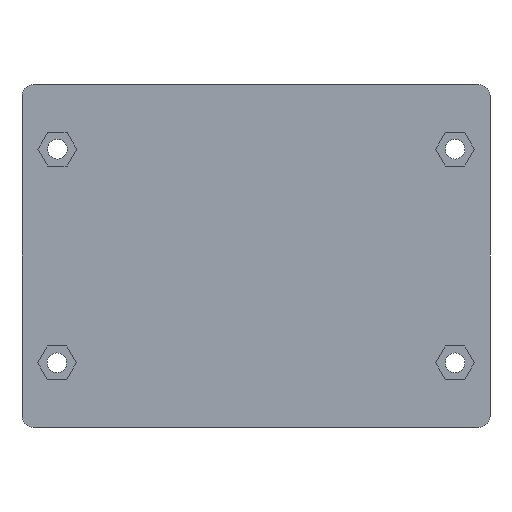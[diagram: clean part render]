
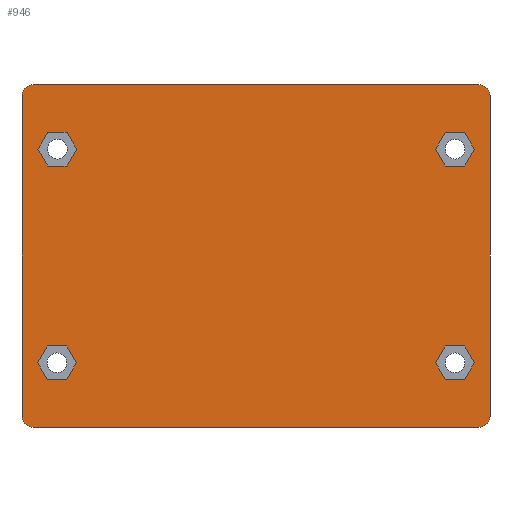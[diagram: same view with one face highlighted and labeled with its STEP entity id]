
A CAD part, front view. The second image highlights one B-rep face of the part: STEP entity #946.
In plain terms, the highlighted planar face has unit normal (0, -1, 0).
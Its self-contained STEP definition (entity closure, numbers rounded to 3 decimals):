
#31=FACE_BOUND('',#148,.T.);
#32=FACE_BOUND('',#149,.T.);
#33=FACE_BOUND('',#150,.T.);
#34=FACE_BOUND('',#151,.T.);
#44=CIRCLE('',#1016,2.);
#45=CIRCLE('',#1017,2.);
#46=CIRCLE('',#1018,2.);
#47=CIRCLE('',#1019,2.);
#92=FACE_OUTER_BOUND('',#147,.T.);
#147=EDGE_LOOP('',(#739,#740,#741,#742,#743,#744,#745,#746));
#148=EDGE_LOOP('',(#747,#748,#749,#750,#751,#752));
#149=EDGE_LOOP('',(#753,#754,#755,#756,#757,#758));
#150=EDGE_LOOP('',(#759,#760,#761,#762,#763,#764));
#151=EDGE_LOOP('',(#765,#766,#767,#768,#769,#770));
#179=LINE('',#1322,#287);
#183=LINE('',#1330,#291);
#186=LINE('',#1336,#294);
#189=LINE('',#1342,#297);
#192=LINE('',#1348,#300);
#195=LINE('',#1353,#303);
#197=LINE('',#1361,#305);
#201=LINE('',#1369,#309);
#204=LINE('',#1375,#312);
#207=LINE('',#1381,#315);
#210=LINE('',#1387,#318);
#213=LINE('',#1392,#321);
#215=LINE('',#1400,#323);
#219=LINE('',#1408,#327);
#222=LINE('',#1414,#330);
#225=LINE('',#1420,#333);
#228=LINE('',#1426,#336);
#231=LINE('',#1431,#339);
#233=LINE('',#1439,#341);
#237=LINE('',#1447,#345);
#240=LINE('',#1453,#348);
#243=LINE('',#1459,#351);
#246=LINE('',#1465,#354);
#249=LINE('',#1470,#357);
#251=LINE('',#1480,#359);
#252=LINE('',#1484,#360);
#253=LINE('',#1488,#361);
#254=LINE('',#1491,#362);
#287=VECTOR('',#1062,10.);
#291=VECTOR('',#1068,10.);
#294=VECTOR('',#1073,10.);
#297=VECTOR('',#1078,10.);
#300=VECTOR('',#1083,10.);
#303=VECTOR('',#1088,10.);
#305=VECTOR('',#1096,10.);
#309=VECTOR('',#1102,10.);
#312=VECTOR('',#1107,10.);
#315=VECTOR('',#1112,10.);
#318=VECTOR('',#1117,10.);
#321=VECTOR('',#1122,10.);
#323=VECTOR('',#1130,10.);
#327=VECTOR('',#1136,10.);
#330=VECTOR('',#1141,10.);
#333=VECTOR('',#1146,10.);
#336=VECTOR('',#1151,10.);
#339=VECTOR('',#1156,10.);
#341=VECTOR('',#1164,10.);
#345=VECTOR('',#1170,10.);
#348=VECTOR('',#1175,10.);
#351=VECTOR('',#1180,10.);
#354=VECTOR('',#1185,10.);
#357=VECTOR('',#1190,10.);
#359=VECTOR('',#1200,10.);
#360=VECTOR('',#1203,10.);
#361=VECTOR('',#1206,10.);
#362=VECTOR('',#1209,10.);
#395=VERTEX_POINT('',#1320);
#396=VERTEX_POINT('',#1321);
#399=VERTEX_POINT('',#1329);
#401=VERTEX_POINT('',#1335);
#403=VERTEX_POINT('',#1341);
#405=VERTEX_POINT('',#1347);
#408=VERTEX_POINT('',#1359);
#409=VERTEX_POINT('',#1360);
#412=VERTEX_POINT('',#1368);
#414=VERTEX_POINT('',#1374);
#416=VERTEX_POINT('',#1380);
#418=VERTEX_POINT('',#1386);
#421=VERTEX_POINT('',#1398);
#422=VERTEX_POINT('',#1399);
#425=VERTEX_POINT('',#1407);
#427=VERTEX_POINT('',#1413);
#429=VERTEX_POINT('',#1419);
#431=VERTEX_POINT('',#1425);
#434=VERTEX_POINT('',#1437);
#435=VERTEX_POINT('',#1438);
#438=VERTEX_POINT('',#1446);
#440=VERTEX_POINT('',#1452);
#442=VERTEX_POINT('',#1458);
#444=VERTEX_POINT('',#1464);
#447=VERTEX_POINT('',#1476);
#448=VERTEX_POINT('',#1477);
#449=VERTEX_POINT('',#1479);
#450=VERTEX_POINT('',#1481);
#451=VERTEX_POINT('',#1483);
#452=VERTEX_POINT('',#1485);
#453=VERTEX_POINT('',#1487);
#454=VERTEX_POINT('',#1489);
#483=EDGE_CURVE('',#395,#396,#179,.T.);
#487=EDGE_CURVE('',#399,#395,#183,.T.);
#490=EDGE_CURVE('',#401,#399,#186,.T.);
#493=EDGE_CURVE('',#403,#401,#189,.T.);
#496=EDGE_CURVE('',#405,#403,#192,.T.);
#499=EDGE_CURVE('',#396,#405,#195,.T.);
#502=EDGE_CURVE('',#408,#409,#197,.T.);
#506=EDGE_CURVE('',#412,#408,#201,.T.);
#509=EDGE_CURVE('',#414,#412,#204,.T.);
#512=EDGE_CURVE('',#416,#414,#207,.T.);
#515=EDGE_CURVE('',#418,#416,#210,.T.);
#518=EDGE_CURVE('',#409,#418,#213,.T.);
#521=EDGE_CURVE('',#421,#422,#215,.T.);
#525=EDGE_CURVE('',#425,#421,#219,.T.);
#528=EDGE_CURVE('',#427,#425,#222,.T.);
#531=EDGE_CURVE('',#429,#427,#225,.T.);
#534=EDGE_CURVE('',#431,#429,#228,.T.);
#537=EDGE_CURVE('',#422,#431,#231,.T.);
#540=EDGE_CURVE('',#434,#435,#233,.T.);
#544=EDGE_CURVE('',#438,#434,#237,.T.);
#547=EDGE_CURVE('',#440,#438,#240,.T.);
#550=EDGE_CURVE('',#442,#440,#243,.T.);
#553=EDGE_CURVE('',#444,#442,#246,.T.);
#556=EDGE_CURVE('',#435,#444,#249,.T.);
#559=EDGE_CURVE('',#447,#448,#44,.T.);
#560=EDGE_CURVE('',#448,#449,#251,.T.);
#561=EDGE_CURVE('',#449,#450,#45,.T.);
#562=EDGE_CURVE('',#450,#451,#252,.T.);
#563=EDGE_CURVE('',#451,#452,#46,.T.);
#564=EDGE_CURVE('',#452,#453,#253,.T.);
#565=EDGE_CURVE('',#453,#454,#47,.T.);
#566=EDGE_CURVE('',#454,#447,#254,.T.);
#739=ORIENTED_EDGE('',*,*,#559,.T.);
#740=ORIENTED_EDGE('',*,*,#560,.T.);
#741=ORIENTED_EDGE('',*,*,#561,.T.);
#742=ORIENTED_EDGE('',*,*,#562,.T.);
#743=ORIENTED_EDGE('',*,*,#563,.T.);
#744=ORIENTED_EDGE('',*,*,#564,.T.);
#745=ORIENTED_EDGE('',*,*,#565,.T.);
#746=ORIENTED_EDGE('',*,*,#566,.T.);
#747=ORIENTED_EDGE('',*,*,#483,.T.);
#748=ORIENTED_EDGE('',*,*,#499,.T.);
#749=ORIENTED_EDGE('',*,*,#496,.T.);
#750=ORIENTED_EDGE('',*,*,#493,.T.);
#751=ORIENTED_EDGE('',*,*,#490,.T.);
#752=ORIENTED_EDGE('',*,*,#487,.T.);
#753=ORIENTED_EDGE('',*,*,#502,.T.);
#754=ORIENTED_EDGE('',*,*,#518,.T.);
#755=ORIENTED_EDGE('',*,*,#515,.T.);
#756=ORIENTED_EDGE('',*,*,#512,.T.);
#757=ORIENTED_EDGE('',*,*,#509,.T.);
#758=ORIENTED_EDGE('',*,*,#506,.T.);
#759=ORIENTED_EDGE('',*,*,#521,.T.);
#760=ORIENTED_EDGE('',*,*,#537,.T.);
#761=ORIENTED_EDGE('',*,*,#534,.T.);
#762=ORIENTED_EDGE('',*,*,#531,.T.);
#763=ORIENTED_EDGE('',*,*,#528,.T.);
#764=ORIENTED_EDGE('',*,*,#525,.T.);
#765=ORIENTED_EDGE('',*,*,#540,.T.);
#766=ORIENTED_EDGE('',*,*,#556,.T.);
#767=ORIENTED_EDGE('',*,*,#553,.T.);
#768=ORIENTED_EDGE('',*,*,#550,.T.);
#769=ORIENTED_EDGE('',*,*,#547,.T.);
#770=ORIENTED_EDGE('',*,*,#544,.T.);
#907=PLANE('',#1015);
#946=ADVANCED_FACE('',(#92,#31,#32,#33,#34),#907,.F.);
#1015=AXIS2_PLACEMENT_3D('',#1475,#1196,#1197);
#1016=AXIS2_PLACEMENT_3D('',#1478,#1198,#1199);
#1017=AXIS2_PLACEMENT_3D('',#1482,#1201,#1202);
#1018=AXIS2_PLACEMENT_3D('',#1486,#1204,#1205);
#1019=AXIS2_PLACEMENT_3D('',#1490,#1207,#1208);
#1062=DIRECTION('',(0.5,0.,-0.866));
#1068=DIRECTION('',(1.,0.,0.));
#1073=DIRECTION('',(0.5,0.,0.866));
#1078=DIRECTION('',(-0.5,0.,0.866));
#1083=DIRECTION('',(-1.,0.,0.));
#1088=DIRECTION('',(-0.5,0.,-0.866));
#1096=DIRECTION('',(0.5,0.,-0.866));
#1102=DIRECTION('',(1.,0.,0.));
#1107=DIRECTION('',(0.5,0.,0.866));
#1112=DIRECTION('',(-0.5,0.,0.866));
#1117=DIRECTION('',(-1.,0.,0.));
#1122=DIRECTION('',(-0.5,0.,-0.866));
#1130=DIRECTION('',(0.5,0.,-0.866));
#1136=DIRECTION('',(1.,0.,0.));
#1141=DIRECTION('',(0.5,0.,0.866));
#1146=DIRECTION('',(-0.5,0.,0.866));
#1151=DIRECTION('',(-1.,0.,0.));
#1156=DIRECTION('',(-0.5,0.,-0.866));
#1164=DIRECTION('',(0.5,0.,-0.866));
#1170=DIRECTION('',(1.,0.,0.));
#1175=DIRECTION('',(0.5,0.,0.866));
#1180=DIRECTION('',(-0.5,0.,0.866));
#1185=DIRECTION('',(-1.,0.,0.));
#1190=DIRECTION('',(-0.5,0.,-0.866));
#1196=DIRECTION('center_axis',(0.,1.,0.));
#1197=DIRECTION('ref_axis',(1.,0.,0.));
#1198=DIRECTION('center_axis',(0.,-1.,0.));
#1199=DIRECTION('ref_axis',(-1.,0.,0.));
#1200=DIRECTION('',(0.,0.,-1.));
#1201=DIRECTION('center_axis',(0.,-1.,0.));
#1202=DIRECTION('ref_axis',(0.,0.,-1.));
#1203=DIRECTION('',(1.,0.,0.));
#1204=DIRECTION('center_axis',(0.,-1.,0.));
#1205=DIRECTION('ref_axis',(1.,0.,0.));
#1206=DIRECTION('',(0.,0.,1.));
#1207=DIRECTION('center_axis',(0.,-1.,0.));
#1208=DIRECTION('ref_axis',(0.,0.,1.));
#1209=DIRECTION('',(-1.,0.,0.));
#1320=CARTESIAN_POINT('',(36.705,-7.7,21.733));
#1321=CARTESIAN_POINT('',(38.41,-7.7,18.78));
#1322=CARTESIAN_POINT('',(36.822,-7.7,21.53));
#1329=CARTESIAN_POINT('',(33.295,-7.7,21.733));
#1330=CARTESIAN_POINT('',(16.648,-7.7,21.733));
#1335=CARTESIAN_POINT('',(31.59,-7.7,18.78));
#1336=CARTESIAN_POINT('',(23.575,-7.7,4.898));
#1341=CARTESIAN_POINT('',(33.295,-7.7,15.827));
#1342=CARTESIAN_POINT('',(32.56,-7.7,17.1));
#1347=CARTESIAN_POINT('',(36.705,-7.7,15.827));
#1348=CARTESIAN_POINT('',(18.353,-7.7,15.827));
#1353=CARTESIAN_POINT('',(29.543,-7.7,3.421));
#1359=CARTESIAN_POINT('',(36.705,-7.7,-15.827));
#1360=CARTESIAN_POINT('',(38.41,-7.7,-18.78));
#1361=CARTESIAN_POINT('',(28.69,-7.7,-1.945));
#1368=CARTESIAN_POINT('',(33.295,-7.7,-15.827));
#1369=CARTESIAN_POINT('',(16.648,-7.7,-15.827));
#1374=CARTESIAN_POINT('',(31.59,-7.7,-18.78));
#1375=CARTESIAN_POINT('',(31.707,-7.7,-18.577));
#1380=CARTESIAN_POINT('',(33.295,-7.7,-21.733));
#1381=CARTESIAN_POINT('',(24.428,-7.7,-6.375));
#1386=CARTESIAN_POINT('',(36.705,-7.7,-21.733));
#1387=CARTESIAN_POINT('',(18.353,-7.7,-21.733));
#1392=CARTESIAN_POINT('',(37.675,-7.7,-20.054));
#1398=CARTESIAN_POINT('',(-33.227,-7.7,21.733));
#1399=CARTESIAN_POINT('',(-31.522,-7.7,18.78));
#1400=CARTESIAN_POINT('',(-24.368,-7.7,6.389));
#1407=CARTESIAN_POINT('',(-36.637,-7.7,21.733));
#1408=CARTESIAN_POINT('',(-18.318,-7.7,21.733));
#1413=CARTESIAN_POINT('',(-38.342,-7.7,18.78));
#1414=CARTESIAN_POINT('',(-37.615,-7.7,20.039));
#1419=CARTESIAN_POINT('',(-36.637,-7.7,15.827));
#1420=CARTESIAN_POINT('',(-28.631,-7.7,1.96));
#1425=CARTESIAN_POINT('',(-33.227,-7.7,15.827));
#1426=CARTESIAN_POINT('',(-16.613,-7.7,15.827));
#1431=CARTESIAN_POINT('',(-31.648,-7.7,18.562));
#1437=CARTESIAN_POINT('',(-33.295,-7.7,-15.827));
#1438=CARTESIAN_POINT('',(-31.59,-7.7,-18.78));
#1439=CARTESIAN_POINT('',(-32.56,-7.7,-17.1));
#1446=CARTESIAN_POINT('',(-36.705,-7.7,-15.827));
#1447=CARTESIAN_POINT('',(-18.353,-7.7,-15.827));
#1452=CARTESIAN_POINT('',(-38.41,-7.7,-18.78));
#1453=CARTESIAN_POINT('',(-29.543,-7.7,-3.421));
#1458=CARTESIAN_POINT('',(-36.705,-7.7,-21.733));
#1459=CARTESIAN_POINT('',(-36.822,-7.7,-21.53));
#1464=CARTESIAN_POINT('',(-33.295,-7.7,-21.733));
#1465=CARTESIAN_POINT('',(-16.648,-7.7,-21.733));
#1470=CARTESIAN_POINT('',(-23.575,-7.7,-4.898));
#1475=CARTESIAN_POINT('Origin',(0.,-7.7,0.));
#1476=CARTESIAN_POINT('',(-39.152,-7.7,30.139));
#1477=CARTESIAN_POINT('',(-41.152,-7.7,28.139));
#1478=CARTESIAN_POINT('Origin',(-39.152,-7.7,28.139));
#1479=CARTESIAN_POINT('',(-41.152,-7.7,-28.139));
#1480=CARTESIAN_POINT('',(-41.152,-7.7,-28.139));
#1481=CARTESIAN_POINT('',(-39.152,-7.7,-30.139));
#1482=CARTESIAN_POINT('Origin',(-39.152,-7.7,-28.139));
#1483=CARTESIAN_POINT('',(39.152,-7.7,-30.139));
#1484=CARTESIAN_POINT('',(39.152,-7.7,-30.139));
#1485=CARTESIAN_POINT('',(41.152,-7.7,-28.139));
#1486=CARTESIAN_POINT('Origin',(39.152,-7.7,-28.139));
#1487=CARTESIAN_POINT('',(41.152,-7.7,28.139));
#1488=CARTESIAN_POINT('',(41.152,-7.7,28.139));
#1489=CARTESIAN_POINT('',(39.152,-7.7,30.139));
#1490=CARTESIAN_POINT('Origin',(39.152,-7.7,28.139));
#1491=CARTESIAN_POINT('',(-39.152,-7.7,30.139));
